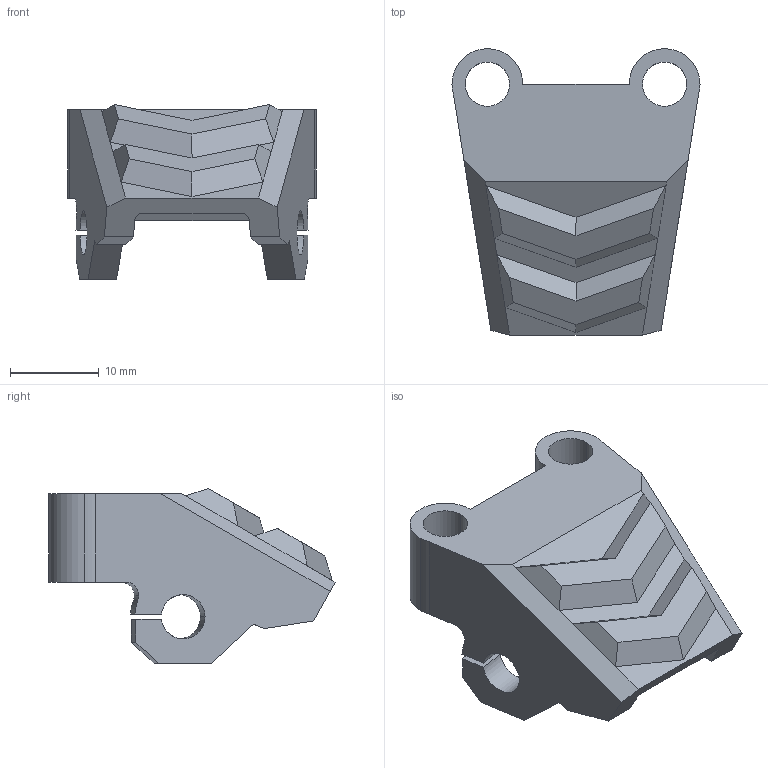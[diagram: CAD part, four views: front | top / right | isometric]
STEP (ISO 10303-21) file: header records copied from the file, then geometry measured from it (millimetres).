
FILE_DESCRIPTION (( 'STEP AP203' ), '1' );
FILE_NAME ('Manta36接收机天线仓(箭头).STEP', '2024-01-05T01:41:13', ( 'PC' ), ( 'Microsoft' ), 'SwSTEP 2.0', 'SolidWorks 2018', '' );
FILE_SCHEMA (( 'CONFIG_CONTROL_DESIGN' ));
Length unit declared in the file: millimetre
Products named in the file (1): Manta36接收机天线仓(箭头)
Bounding box: 28 x 32.32 x 19.74 mm (x, y, z)
Volume: 3925.4 mm3; surface area: 3700.4 mm2
Topology: 1 solids, 1 shells, 76 faces, 218 edges, 142 vertices
Faces by surface type: plane 58, cylinder 18
Entity records: 2547 total; most frequent: CARTESIAN_POINT 437, ORIENTED_EDGE 436, DIRECTION 408, EDGE_CURVE 218, LINE 182, VECTOR 182, VERTEX_POINT 142, AXIS2_PLACEMENT_3D 113
